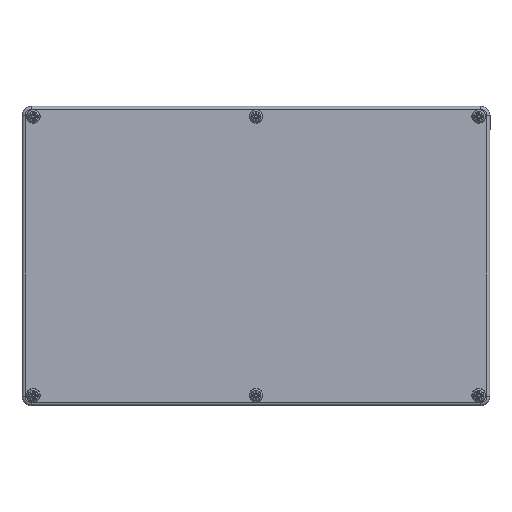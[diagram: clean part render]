
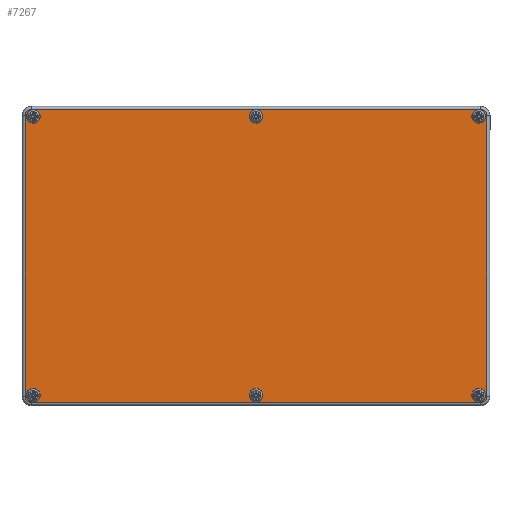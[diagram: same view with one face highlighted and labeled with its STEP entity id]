
A CAD part, top view. The second image highlights one B-rep face of the part: STEP entity #7267.
In plain terms, the highlighted face is planar.
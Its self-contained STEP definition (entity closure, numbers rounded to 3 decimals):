
#6824=CARTESIAN_POINT('',(-120.0,78.382,-15.0));
#6825=VERTEX_POINT('',#6824);
#6833=CARTESIAN_POINT('',(-123.382,75.,-15.0));
#6834=VERTEX_POINT('',#6833);
#6835=CARTESIAN_POINT('',(-120.0,75.,-15.0));
#6836=DIRECTION('',(0.0,0.0,1.0));
#6837=DIRECTION('',(-0.707,0.707,0.0));
#6838=AXIS2_PLACEMENT_3D('',#6835,#6836,#6837);
#6839=CIRCLE('',#6838,3.382);
#6840=EDGE_CURVE('',#6825,#6834,#6839,.T.);
#6866=CARTESIAN_POINT('',(-123.382,-75.,-15.0));
#6867=VERTEX_POINT('',#6866);
#6884=CARTESIAN_POINT('',(-123.382,75.,-15.0));
#6885=DIRECTION('',(0.0,-1.0,0.0));
#6886=VECTOR('',#6885,150.);
#6887=LINE('',#6884,#6886);
#6888=EDGE_CURVE('',#6834,#6867,#6887,.T.);
#6898=CARTESIAN_POINT('',(-120.0,-78.382,-15.0));
#6899=VERTEX_POINT('',#6898);
#6917=CARTESIAN_POINT('',(-120.0,-75.,-15.0));
#6918=DIRECTION('',(0.0,0.0,1.0));
#6919=DIRECTION('',(-0.707,-0.707,0.0));
#6920=AXIS2_PLACEMENT_3D('',#6917,#6918,#6919);
#6921=CIRCLE('',#6920,3.382);
#6922=EDGE_CURVE('',#6867,#6899,#6921,.T.);
#6932=CARTESIAN_POINT('',(120.0,-78.382,-15.0));
#6933=VERTEX_POINT('',#6932);
#6950=CARTESIAN_POINT('',(-120.0,-78.382,-15.0));
#6951=DIRECTION('',(1.0,0.0,0.0));
#6952=VECTOR('',#6951,240.0);
#6953=LINE('',#6950,#6952);
#6954=EDGE_CURVE('',#6899,#6933,#6953,.T.);
#6964=CARTESIAN_POINT('',(123.382,-75.,-15.0));
#6965=VERTEX_POINT('',#6964);
#6983=CARTESIAN_POINT('',(120.0,-75.,-15.0));
#6984=DIRECTION('',(0.0,0.0,1.0));
#6985=DIRECTION('',(0.707,-0.707,0.0));
#6986=AXIS2_PLACEMENT_3D('',#6983,#6984,#6985);
#6987=CIRCLE('',#6986,3.382);
#6988=EDGE_CURVE('',#6933,#6965,#6987,.T.);
#6998=CARTESIAN_POINT('',(123.382,75.,-15.0));
#6999=VERTEX_POINT('',#6998);
#7016=CARTESIAN_POINT('',(123.382,-75.,-15.0));
#7017=DIRECTION('',(0.0,1.0,0.0));
#7018=VECTOR('',#7017,150.);
#7019=LINE('',#7016,#7018);
#7020=EDGE_CURVE('',#6965,#6999,#7019,.T.);
#7030=CARTESIAN_POINT('',(120.0,78.382,-15.0));
#7031=VERTEX_POINT('',#7030);
#7049=CARTESIAN_POINT('',(120.0,75.,-15.0));
#7050=DIRECTION('',(0.0,0.0,1.0));
#7051=DIRECTION('',(0.707,0.707,0.0));
#7052=AXIS2_PLACEMENT_3D('',#7049,#7050,#7051);
#7053=CIRCLE('',#7052,3.382);
#7054=EDGE_CURVE('',#6999,#7031,#7053,.T.);
#7072=CARTESIAN_POINT('',(120.0,78.382,-15.0));
#7073=DIRECTION('',(-1.0,0.0,0.0));
#7074=VECTOR('',#7073,240.0);
#7075=LINE('',#7072,#7074);
#7076=EDGE_CURVE('',#7031,#6825,#7075,.T.);
#7186=CARTESIAN_POINT('',(0.,0.,-15.0));
#7187=DIRECTION('',(0.0,0.0,1.0));
#7188=DIRECTION('',(1.0,0.0,0.0));
#7189=AXIS2_PLACEMENT_3D('',#7186,#7187,#7188);
#7190=PLANE('',#7189);
#7191=ORIENTED_EDGE('',*,*,#6840,.F.);
#7192=ORIENTED_EDGE('',*,*,#7076,.F.);
#7193=ORIENTED_EDGE('',*,*,#7054,.F.);
#7194=ORIENTED_EDGE('',*,*,#7020,.F.);
#7195=ORIENTED_EDGE('',*,*,#6988,.F.);
#7196=ORIENTED_EDGE('',*,*,#6954,.F.);
#7197=ORIENTED_EDGE('',*,*,#6922,.F.);
#7198=ORIENTED_EDGE('',*,*,#6888,.F.);
#7199=EDGE_LOOP('',(#7191,#7192,#7193,#7194,#7195,#7196,#7197,#7198));
#7200=FACE_OUTER_BOUND('',#7199,.T.);
#7201=CARTESIAN_POINT('',(115.3,74.5,-15.0));
#7202=VERTEX_POINT('',#7201);
#7203=CARTESIAN_POINT('',(119.,74.5,-15.0));
#7204=DIRECTION('',(0.0,0.0,1.0));
#7205=DIRECTION('',(1.0,0.0,0.0));
#7206=AXIS2_PLACEMENT_3D('',#7203,#7204,#7205);
#7207=CIRCLE('',#7206,3.7);
#7208=EDGE_CURVE('',#7202,#7202,#7207,.T.);
#7209=ORIENTED_EDGE('',*,*,#7208,.T.);
#7210=EDGE_LOOP('',(#7209));
#7211=FACE_BOUND('',#7210,.T.);
#7212=CARTESIAN_POINT('',(-3.7,74.5,-15.0));
#7213=VERTEX_POINT('',#7212);
#7214=CARTESIAN_POINT('',(0.,74.5,-15.0));
#7215=DIRECTION('',(0.0,0.0,1.0));
#7216=DIRECTION('',(1.0,0.0,0.0));
#7217=AXIS2_PLACEMENT_3D('',#7214,#7215,#7216);
#7218=CIRCLE('',#7217,3.7);
#7219=EDGE_CURVE('',#7213,#7213,#7218,.T.);
#7220=ORIENTED_EDGE('',*,*,#7219,.T.);
#7221=EDGE_LOOP('',(#7220));
#7222=FACE_BOUND('',#7221,.T.);
#7223=CARTESIAN_POINT('',(-122.7,74.5,-15.0));
#7224=VERTEX_POINT('',#7223);
#7225=CARTESIAN_POINT('',(-119.,74.5,-15.0));
#7226=DIRECTION('',(0.0,0.0,1.0));
#7227=DIRECTION('',(1.0,0.0,0.0));
#7228=AXIS2_PLACEMENT_3D('',#7225,#7226,#7227);
#7229=CIRCLE('',#7228,3.7);
#7230=EDGE_CURVE('',#7224,#7224,#7229,.T.);
#7231=ORIENTED_EDGE('',*,*,#7230,.T.);
#7232=EDGE_LOOP('',(#7231));
#7233=FACE_BOUND('',#7232,.T.);
#7234=CARTESIAN_POINT('',(-122.7,-74.5,-15.0));
#7235=VERTEX_POINT('',#7234);
#7236=CARTESIAN_POINT('',(-119.,-74.5,-15.0));
#7237=DIRECTION('',(0.0,0.0,1.0));
#7238=DIRECTION('',(1.0,0.0,0.0));
#7239=AXIS2_PLACEMENT_3D('',#7236,#7237,#7238);
#7240=CIRCLE('',#7239,3.7);
#7241=EDGE_CURVE('',#7235,#7235,#7240,.T.);
#7242=ORIENTED_EDGE('',*,*,#7241,.T.);
#7243=EDGE_LOOP('',(#7242));
#7244=FACE_BOUND('',#7243,.T.);
#7245=CARTESIAN_POINT('',(-3.7,-74.5,-15.0));
#7246=VERTEX_POINT('',#7245);
#7247=CARTESIAN_POINT('',(0.,-74.5,-15.0));
#7248=DIRECTION('',(0.0,0.0,1.0));
#7249=DIRECTION('',(1.0,0.0,0.0));
#7250=AXIS2_PLACEMENT_3D('',#7247,#7248,#7249);
#7251=CIRCLE('',#7250,3.7);
#7252=EDGE_CURVE('',#7246,#7246,#7251,.T.);
#7253=ORIENTED_EDGE('',*,*,#7252,.T.);
#7254=EDGE_LOOP('',(#7253));
#7255=FACE_BOUND('',#7254,.T.);
#7256=CARTESIAN_POINT('',(115.3,-74.5,-15.0));
#7257=VERTEX_POINT('',#7256);
#7258=CARTESIAN_POINT('',(119.,-74.5,-15.0));
#7259=DIRECTION('',(0.0,0.0,1.0));
#7260=DIRECTION('',(1.0,0.0,0.0));
#7261=AXIS2_PLACEMENT_3D('',#7258,#7259,#7260);
#7262=CIRCLE('',#7261,3.7);
#7263=EDGE_CURVE('',#7257,#7257,#7262,.T.);
#7264=ORIENTED_EDGE('',*,*,#7263,.T.);
#7265=EDGE_LOOP('',(#7264));
#7266=FACE_BOUND('',#7265,.T.);
#7267=ADVANCED_FACE('',(#7200,#7211,#7222,#7233,#7244,#7255,#7266),#7190,.F.);
